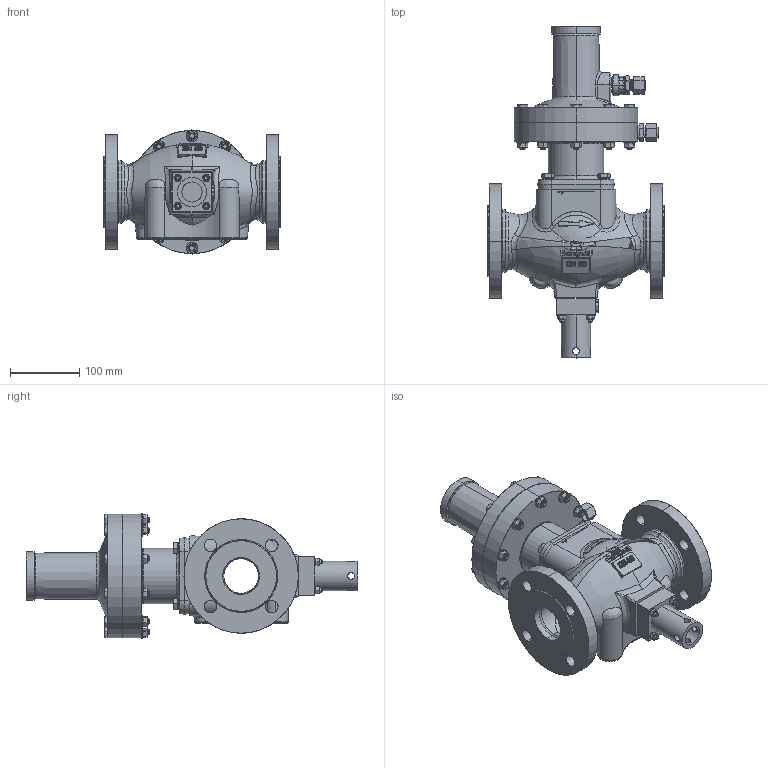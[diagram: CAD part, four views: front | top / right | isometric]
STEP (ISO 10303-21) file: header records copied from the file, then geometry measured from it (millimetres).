
FILE_DESCRIPTION (( 'STEP AP214' ), '1' );
FILE_NAME ('MB_HON720_DN_50_PN_40_K4.STEP', '2017-03-17T15:27:19', ( '' ), ( '' ), 'SwSTEP 2.0', 'SolidWorks 2015', '' );
FILE_SCHEMA (( 'AUTOMOTIVE_DESIGN' ));
Length unit declared in the file: millimetre
Products named in the file (1): MB_HON720_DN_50_PN_40_K4
Bounding box: 254 x 478.88 x 179 mm (x, y, z)
Surface area: 414184.5 mm2 (no closed solid volume)
Topology: 0 solids, 994 shells, 1232 faces, 5525 edges, 5281 vertices
Faces by surface type: plane 434, bspline 286, cylinder 259, cone 253
Entity records: 138090 total; most frequent: CARTESIAN_POINT 99559, DIRECTION 6045, ORIENTED_EDGE 6034, EDGE_CURVE 5521, VERTEX_POINT 5290, B_SPLINE_CURVE_WITH_KNOTS 2516, AXIS2_PLACEMENT_3D 2106, VECTOR 1833
